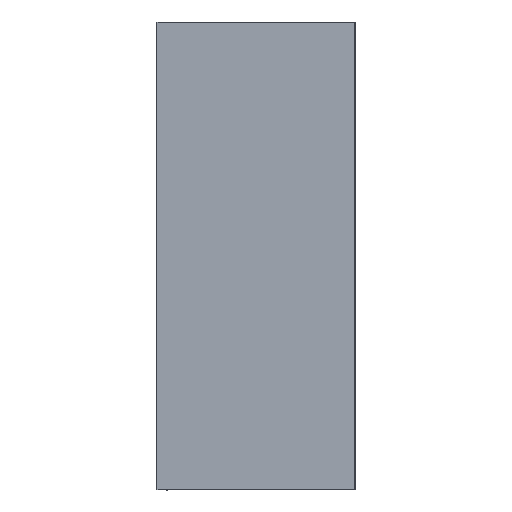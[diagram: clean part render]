
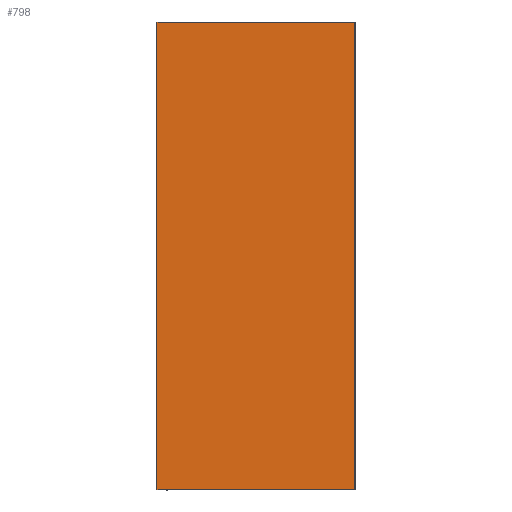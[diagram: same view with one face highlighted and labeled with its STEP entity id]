
A CAD part, left-side view. The second image highlights one B-rep face of the part: STEP entity #798.
In plain terms, the highlighted planar face has unit normal (-1, 0, 0).
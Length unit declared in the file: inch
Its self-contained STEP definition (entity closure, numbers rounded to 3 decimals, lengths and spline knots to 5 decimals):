
#1 = LINE ( 'NONE', #516, #2 ) ;
#2 = VECTOR ( 'NONE', #564, 39.37008 ) ;
#35 = LINE ( 'NONE', #597, #38 ) ;
#38 = VECTOR ( 'NONE', #598, 39.37008 ) ;
#49 = LINE ( 'NONE', #593, #58 ) ;
#55 = LINE ( 'NONE', #610, #64 ) ;
#58 = VECTOR ( 'NONE', #988, 39.37008 ) ;
#64 = VECTOR ( 'NONE', #994, 39.37008 ) ;
#181 = PLANE ( 'NONE',  #1301 ) ;
#182 = CARTESIAN_POINT ( 'NONE',  ( -1., -0.55, 1.3 ) ) ;
#183 = DIRECTION ( 'NONE',  ( -1., 0., 0. ) ) ;
#184 = DIRECTION ( 'NONE',  ( 0., 0., 1. ) ) ;
#196 = VERTEX_POINT ( 'NONE', #1250 ) ;
#516 = CARTESIAN_POINT ( 'NONE',  ( -1., 0., 1.3 ) ) ;
#564 = DIRECTION ( 'NONE',  ( 0., 0., -1. ) ) ;
#593 = CARTESIAN_POINT ( 'NONE',  ( -1., -0.55, 0. ) ) ;
#597 = CARTESIAN_POINT ( 'NONE',  ( -1., -0.55, 1.3 ) ) ;
#598 = DIRECTION ( 'NONE',  ( 0., 1., 0. ) ) ;
#610 = CARTESIAN_POINT ( 'NONE',  ( -1., -0.55, 1.3 ) ) ;
#657 = EDGE_LOOP ( 'NONE', ( #671, #672, #673, #674 ) ) ;
#671 = ORIENTED_EDGE ( 'NONE', *, *, #1371, .F. ) ;
#672 = ORIENTED_EDGE ( 'NONE', *, *, #1374, .F. ) ;
#673 = ORIENTED_EDGE ( 'NONE', *, *, #1361, .T. ) ;
#674 = ORIENTED_EDGE ( 'NONE', *, *, #1338, .T. ) ;
#691 = VERTEX_POINT ( 'NONE', #1241 ) ;
#740 = CARTESIAN_POINT ( 'NONE',  ( -1., 0., 0. ) ) ;
#772 = VERTEX_POINT ( 'NONE', #1258 ) ;
#798 = ADVANCED_FACE ( 'NONE', ( #1608 ), #181, .T. ) ;
#988 = DIRECTION ( 'NONE',  ( 0., 1., 0. ) ) ;
#994 = DIRECTION ( 'NONE',  ( 0., 0., -1. ) ) ;
#1241 = CARTESIAN_POINT ( 'NONE',  ( -1., -0.55, 1.3 ) ) ;
#1250 = CARTESIAN_POINT ( 'NONE',  ( -1., -0.55, 0. ) ) ;
#1258 = CARTESIAN_POINT ( 'NONE',  ( -1., 0., 1.3 ) ) ;
#1301 = AXIS2_PLACEMENT_3D ( 'NONE', #182, #183, #184 ) ;
#1338 = EDGE_CURVE ( 'NONE', #772, #1744, #1, .T. ) ;
#1361 = EDGE_CURVE ( 'NONE', #691, #772, #35, .T. ) ;
#1371 = EDGE_CURVE ( 'NONE', #196, #1744, #49, .T. ) ;
#1374 = EDGE_CURVE ( 'NONE', #691, #196, #55, .T. ) ;
#1608 = FACE_OUTER_BOUND ( 'NONE', #657, .T. ) ;
#1744 = VERTEX_POINT ( 'NONE', #740 ) ;
